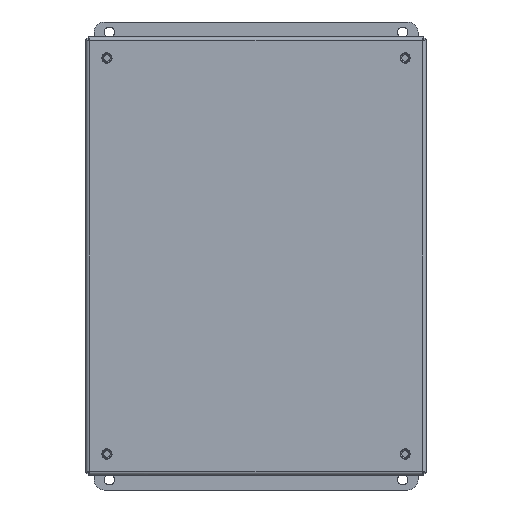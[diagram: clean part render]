
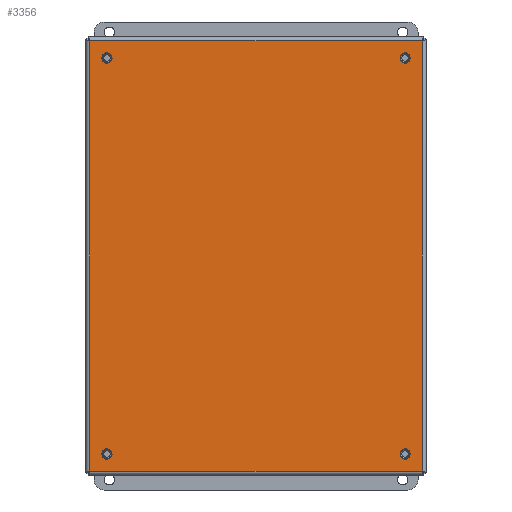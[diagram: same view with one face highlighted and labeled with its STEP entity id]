
A CAD part, front view. The second image highlights one B-rep face of the part: STEP entity #3356.
In plain terms, the highlighted planar face has unit normal (0, -1, 0).
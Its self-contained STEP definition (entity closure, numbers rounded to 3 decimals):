
#3356 = ADVANCED_FACE( '', ( #7164, #7165, #7166, #7167, #7168 ), #7169, .T. );
#7164 = FACE_BOUND( '', #11743, .T. );
#7165 = FACE_BOUND( '', #11744, .T. );
#7166 = FACE_BOUND( '', #11745, .T. );
#7167 = FACE_BOUND( '', #11746, .T. );
#7168 = FACE_OUTER_BOUND( '', #11747, .T. );
#7169 = PLANE( '', #11748 );
#11743 = EDGE_LOOP( '', ( #23908 ) );
#11744 = EDGE_LOOP( '', ( #23909 ) );
#11745 = EDGE_LOOP( '', ( #23910 ) );
#11746 = EDGE_LOOP( '', ( #23911 ) );
#11747 = EDGE_LOOP( '', ( #23912, #23913, #23914, #23915 ) );
#11748 = AXIS2_PLACEMENT_3D( '', #23916, #23917, #23918 );
#23908 = ORIENTED_EDGE( '', *, *, #31318, .T. );
#23909 = ORIENTED_EDGE( '', *, *, #28816, .T. );
#23910 = ORIENTED_EDGE( '', *, *, #31319, .T. );
#23911 = ORIENTED_EDGE( '', *, *, #30247, .T. );
#23912 = ORIENTED_EDGE( '', *, *, #31320, .T. );
#23913 = ORIENTED_EDGE( '', *, *, #29638, .F. );
#23914 = ORIENTED_EDGE( '', *, *, #31321, .T. );
#23915 = ORIENTED_EDGE( '', *, *, #28427, .T. );
#23916 = CARTESIAN_POINT( '', ( 0., 0., 0. ) );
#23917 = DIRECTION( '', ( 0., -1., 0. ) );
#23918 = DIRECTION( '', ( 0., 0., -1. ) );
#28427 = EDGE_CURVE( '', #33152, #33150, #33153, .T. );
#28816 = EDGE_CURVE( '', #33798, #33798, #33799, .T. );
#29638 = EDGE_CURVE( '', #33860, #32344, #35098, .T. );
#30247 = EDGE_CURVE( '', #35995, #35995, #35996, .T. );
#31318 = EDGE_CURVE( '', #37402, #37402, #37403, .T. );
#31319 = EDGE_CURVE( '', #37404, #37404, #37405, .T. );
#31320 = EDGE_CURVE( '', #33150, #32344, #37406, .T. );
#31321 = EDGE_CURVE( '', #33860, #33152, #37407, .T. );
#32344 = VERTEX_POINT( '', #39236 );
#33150 = VERTEX_POINT( '', #41333 );
#33152 = VERTEX_POINT( '', #41344 );
#33153 = LINE( '', #41345, #41346 );
#33798 = VERTEX_POINT( '', #43163 );
#33799 = CIRCLE( '', #43164, 3.175 );
#33860 = VERTEX_POINT( '', #43321 );
#35098 = LINE( '', #47014, #47015 );
#35995 = VERTEX_POINT( '', #50020 );
#35996 = CIRCLE( '', #50021, 3.175 );
#37402 = VERTEX_POINT( '', #54998 );
#37403 = CIRCLE( '', #54999, 3.175 );
#37404 = VERTEX_POINT( '', #55000 );
#37405 = CIRCLE( '', #55001, 3.175 );
#37406 = LINE( '', #55002, #55003 );
#37407 = LINE( '', #55004, #55005 );
#39236 = CARTESIAN_POINT( '', ( 102.756, 0., -132.918 ) );
#41333 = CARTESIAN_POINT( '', ( -102.756, 0., -132.918 ) );
#41344 = CARTESIAN_POINT( '', ( -102.756, 0., 132.918 ) );
#41345 = CARTESIAN_POINT( '', ( -102.756, 0., -135.255 ) );
#41346 = VECTOR( '', #56218, 1000. );
#43163 = CARTESIAN_POINT( '', ( 95.25, 0., -122.238 ) );
#43164 = AXIS2_PLACEMENT_3D( '', #56405, #56406, #56407 );
#43321 = CARTESIAN_POINT( '', ( 102.756, 0., 132.918 ) );
#47014 = CARTESIAN_POINT( '', ( 102.756, 0., 132.918 ) );
#47015 = VECTOR( '', #56787, 1000. );
#50020 = CARTESIAN_POINT( '', ( -88.9, 0., -122.238 ) );
#50021 = AXIS2_PLACEMENT_3D( '', #57010, #57011, #57012 );
#54998 = CARTESIAN_POINT( '', ( 95.25, 0., 122.238 ) );
#54999 = AXIS2_PLACEMENT_3D( '', #57333, #57334, #57335 );
#55000 = CARTESIAN_POINT( '', ( -88.9, 0., 122.238 ) );
#55001 = AXIS2_PLACEMENT_3D( '', #57336, #57337, #57338 );
#55002 = CARTESIAN_POINT( '', ( 102.756, 0., -132.918 ) );
#55003 = VECTOR( '', #57339, 1000. );
#55004 = CARTESIAN_POINT( '', ( -105.093, 0., 132.918 ) );
#55005 = VECTOR( '', #57340, 1000. );
#56218 = DIRECTION( '', ( 0., 0., -1. ) );
#56405 = CARTESIAN_POINT( '', ( 92.075, 0., -122.238 ) );
#56406 = DIRECTION( '', ( 0., 1., 0. ) );
#56407 = DIRECTION( '', ( 1., 0., 0. ) );
#56787 = DIRECTION( '', ( 0., 0., -1. ) );
#57010 = CARTESIAN_POINT( '', ( -92.075, 0., -122.238 ) );
#57011 = DIRECTION( '', ( 0., 1., 0. ) );
#57012 = DIRECTION( '', ( 1., 0., 0. ) );
#57333 = CARTESIAN_POINT( '', ( 92.075, 0., 122.238 ) );
#57334 = DIRECTION( '', ( 0., 1., 0. ) );
#57335 = DIRECTION( '', ( 1., 0., 0. ) );
#57336 = CARTESIAN_POINT( '', ( -92.075, 0., 122.238 ) );
#57337 = DIRECTION( '', ( 0., 1., 0. ) );
#57338 = DIRECTION( '', ( 1., 0., 0. ) );
#57339 = DIRECTION( '', ( 1., 0., 0. ) );
#57340 = DIRECTION( '', ( -1., 0., 0. ) );
